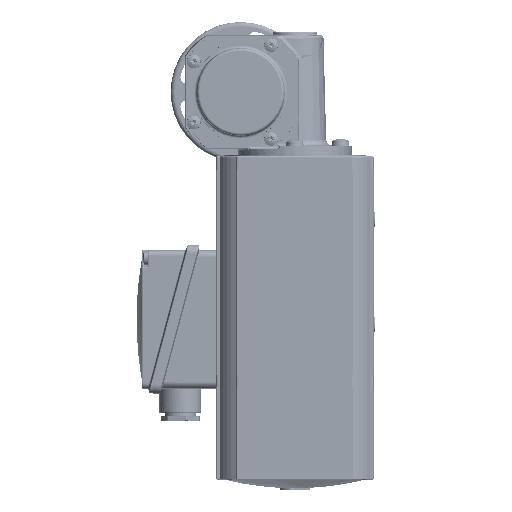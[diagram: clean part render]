
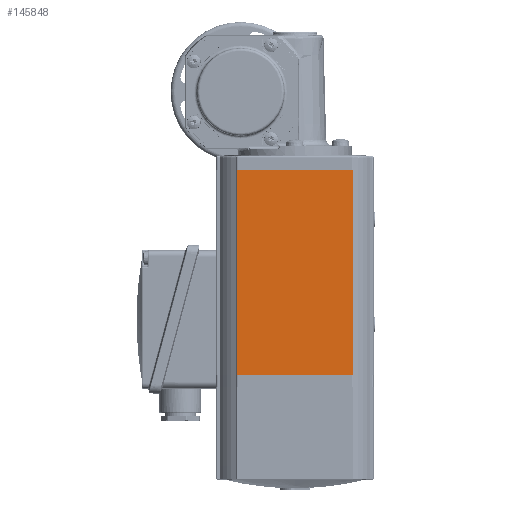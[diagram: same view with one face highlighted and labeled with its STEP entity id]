
A CAD part, left-side view. The second image highlights one B-rep face of the part: STEP entity #145848.
In plain terms, the highlighted planar face has unit normal (-1, 0, 0).
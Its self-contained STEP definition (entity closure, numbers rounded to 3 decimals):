
#5296 = CARTESIAN_POINT ( 'NONE',  ( -45., 33., 118. ) ) ;
#9407 = EDGE_LOOP ( 'NONE', ( #121778, #240705, #70022, #205163 ) ) ;
#9814 = CARTESIAN_POINT ( 'NONE',  ( -45., -33., 1. ) ) ;
#15479 = VERTEX_POINT ( 'NONE', #9814 ) ;
#36378 = AXIS2_PLACEMENT_3D ( 'NONE', #178629, #61432, #198336 ) ;
#40313 = VECTOR ( 'NONE', #238608, 1000. ) ;
#46313 = LINE ( 'NONE', #78704, #98281 ) ;
#52382 = VERTEX_POINT ( 'NONE', #88878 ) ;
#61432 = DIRECTION ( 'NONE',  ( 1., 0., 0. ) ) ;
#70022 = ORIENTED_EDGE ( 'NONE', *, *, #202154, .T. ) ;
#72718 = VECTOR ( 'NONE', #87163, 1000. ) ;
#75696 = EDGE_CURVE ( 'NONE', #232777, #149023, #242451, .T. ) ;
#77747 = LINE ( 'NONE', #153520, #227849 ) ;
#78704 = CARTESIAN_POINT ( 'NONE',  ( -45., 45., 1. ) ) ;
#87163 = DIRECTION ( 'NONE',  ( 0., 0., 1. ) ) ;
#88878 = CARTESIAN_POINT ( 'NONE',  ( -45., -33., 118. ) ) ;
#98281 = VECTOR ( 'NONE', #195951, 1000. ) ;
#105983 = CARTESIAN_POINT ( 'NONE',  ( -45., -33., 0. ) ) ;
#121778 = ORIENTED_EDGE ( 'NONE', *, *, #75696, .F. ) ;
#124832 = LINE ( 'NONE', #105983, #72718 ) ;
#145848 = ADVANCED_FACE ( 'NONE', ( #251010 ), #217197, .F. ) ;
#149023 = VERTEX_POINT ( 'NONE', #5296 ) ;
#153520 = CARTESIAN_POINT ( 'NONE',  ( -45., 45., 118. ) ) ;
#178629 = CARTESIAN_POINT ( 'NONE',  ( -45., 45., 119. ) ) ;
#180629 = EDGE_CURVE ( 'NONE', #52382, #149023, #77747, .T. ) ;
#195951 = DIRECTION ( 'NONE',  ( 0., -1., 0. ) ) ;
#198336 = DIRECTION ( 'NONE',  ( 0., 1., 0. ) ) ;
#202154 = EDGE_CURVE ( 'NONE', #15479, #52382, #124832, .T. ) ;
#205163 = ORIENTED_EDGE ( 'NONE', *, *, #180629, .T. ) ;
#206916 = EDGE_CURVE ( 'NONE', #232777, #15479, #46313, .T. ) ;
#213407 = DIRECTION ( 'NONE',  ( 0., 1., 0. ) ) ;
#217197 = PLANE ( 'NONE',  #36378 ) ;
#218912 = CARTESIAN_POINT ( 'NONE',  ( -45., 33., 0. ) ) ;
#227849 = VECTOR ( 'NONE', #213407, 1000. ) ;
#232777 = VERTEX_POINT ( 'NONE', #233026 ) ;
#233026 = CARTESIAN_POINT ( 'NONE',  ( -45., 33., 1. ) ) ;
#238608 = DIRECTION ( 'NONE',  ( 0., 0., 1. ) ) ;
#240705 = ORIENTED_EDGE ( 'NONE', *, *, #206916, .T. ) ;
#242451 = LINE ( 'NONE', #218912, #40313 ) ;
#251010 = FACE_OUTER_BOUND ( 'NONE', #9407, .T. ) ;
